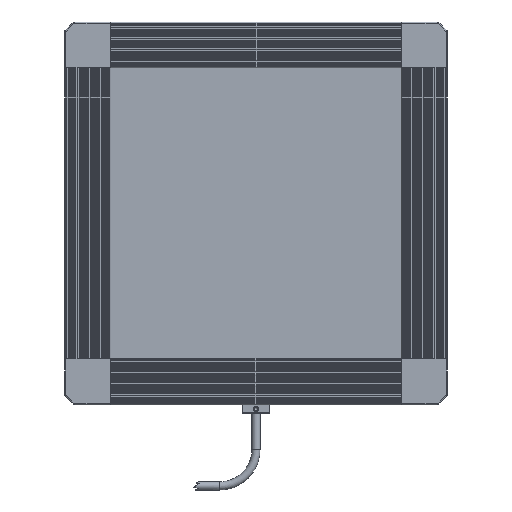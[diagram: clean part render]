
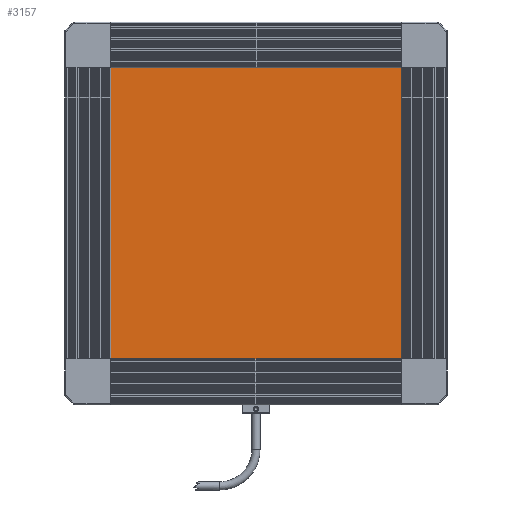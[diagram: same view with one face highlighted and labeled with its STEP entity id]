
A CAD part, left-side view. The second image highlights one B-rep face of the part: STEP entity #3157.
In plain terms, the highlighted face is planar.
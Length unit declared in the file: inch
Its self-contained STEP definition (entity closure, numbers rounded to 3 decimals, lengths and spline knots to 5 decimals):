
#1222 = DIRECTION ( 'NONE',  ( 0., 0., 1. ) ) ;
#2092 = EDGE_CURVE ( 'NONE', #48750, #7371, #22811, .T. ) ;
#2970 = ORIENTED_EDGE ( 'NONE', *, *, #9074, .T. ) ;
#3157 = ADVANCED_FACE ( 'NONE', ( #28156 ), #31298, .T. ) ;
#3436 = CARTESIAN_POINT ( 'NONE',  ( -4.3485, 0.0315, 4.3485 ) ) ;
#3881 = CARTESIAN_POINT ( 'NONE',  ( 4.3485, 0.0315, -4.3485 ) ) ;
#4597 = VECTOR ( 'NONE', #47958, 39.37008 ) ;
#5228 = EDGE_CURVE ( 'NONE', #7371, #5403, #16915, .T. ) ;
#5403 = VERTEX_POINT ( 'NONE', #3881 ) ;
#5661 = LINE ( 'NONE', #8802, #18802 ) ;
#6310 = VECTOR ( 'NONE', #19827, 39.37008 ) ;
#6435 = VERTEX_POINT ( 'NONE', #42804 ) ;
#6839 = DIRECTION ( 'NONE',  ( 0., 1., 0. ) ) ;
#7371 = VERTEX_POINT ( 'NONE', #8185 ) ;
#8185 = CARTESIAN_POINT ( 'NONE',  ( 4.3485, 0.0315, 4.3485 ) ) ;
#8244 = VECTOR ( 'NONE', #1222, 39.37008 ) ;
#8750 = ORIENTED_EDGE ( 'NONE', *, *, #5228, .T. ) ;
#8802 = CARTESIAN_POINT ( 'NONE',  ( -4.3485, 0.0315, -4.3485 ) ) ;
#9074 = EDGE_CURVE ( 'NONE', #5403, #6435, #5661, .T. ) ;
#14984 = EDGE_LOOP ( 'NONE', ( #38700, #45158, #8750, #2970 ) ) ;
#16915 = LINE ( 'NONE', #28386, #6310 ) ;
#18802 = VECTOR ( 'NONE', #28365, 39.37008 ) ;
#19827 = DIRECTION ( 'NONE',  ( 0., 0., -1. ) ) ;
#20087 = AXIS2_PLACEMENT_3D ( 'NONE', #27110, #6839, #30607 ) ;
#22811 = LINE ( 'NONE', #27515, #4597 ) ;
#27110 = CARTESIAN_POINT ( 'NONE',  ( -4.3485, 0.0315, 4.3485 ) ) ;
#27515 = CARTESIAN_POINT ( 'NONE',  ( -4.3485, 0.0315, 4.3485 ) ) ;
#28156 = FACE_OUTER_BOUND ( 'NONE', #14984, .T. ) ;
#28365 = DIRECTION ( 'NONE',  ( -1., 0., 0. ) ) ;
#28386 = CARTESIAN_POINT ( 'NONE',  ( 4.3485, 0.0315, -4.3485 ) ) ;
#30607 = DIRECTION ( 'NONE',  ( 0., 0., 1. ) ) ;
#31298 = PLANE ( 'NONE',  #20087 ) ;
#33998 = EDGE_CURVE ( 'NONE', #6435, #48750, #44042, .T. ) ;
#38700 = ORIENTED_EDGE ( 'NONE', *, *, #33998, .T. ) ;
#42804 = CARTESIAN_POINT ( 'NONE',  ( -4.3485, 0.0315, -4.3485 ) ) ;
#44042 = LINE ( 'NONE', #49308, #8244 ) ;
#45158 = ORIENTED_EDGE ( 'NONE', *, *, #2092, .T. ) ;
#47958 = DIRECTION ( 'NONE',  ( 1., 0., 0. ) ) ;
#48750 = VERTEX_POINT ( 'NONE', #3436 ) ;
#49308 = CARTESIAN_POINT ( 'NONE',  ( -4.3485, 0.0315, -4.3485 ) ) ;
